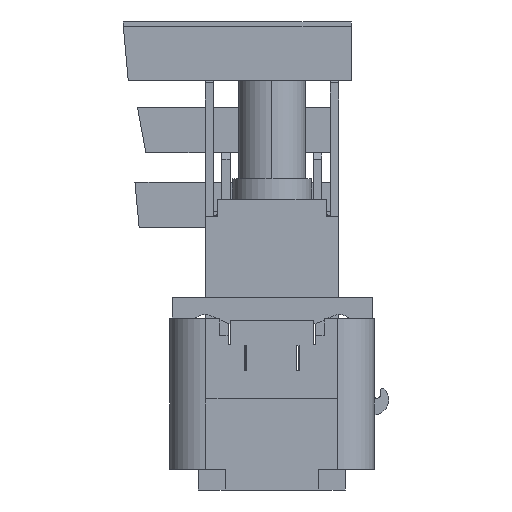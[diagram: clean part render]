
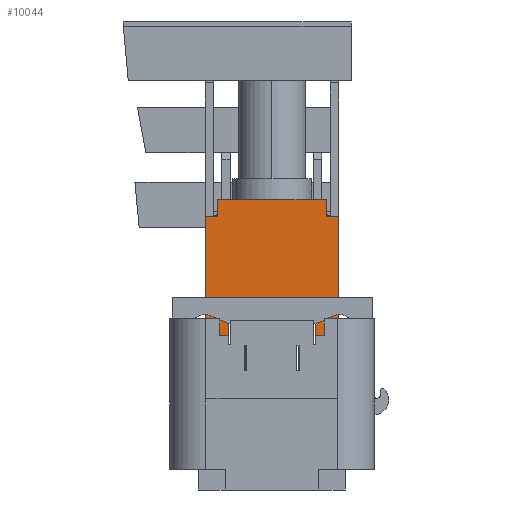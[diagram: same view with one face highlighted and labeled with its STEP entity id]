
A CAD part, front view. The second image highlights one B-rep face of the part: STEP entity #10044.
In plain terms, the highlighted planar face has unit normal (0, -1, 0).
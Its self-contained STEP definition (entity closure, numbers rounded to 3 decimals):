
#175=DIRECTION('',(0.,0.,-1.));
#176=VECTOR('',#175,21.5);
#177=CARTESIAN_POINT('',(-8.,-147.5,12.3));
#178=LINE('',#177,#176);
#183=CARTESIAN_POINT('',(3.,-147.5,-5.95));
#184=DIRECTION('',(0.,-1.,0.));
#185=DIRECTION('',(0.,0.,-1.));
#186=AXIS2_PLACEMENT_3D('',#183,#184,#185);
#188=CARTESIAN_POINT('',(3.5,-147.5,-3.45));
#189=DIRECTION('',(0.,1.,0.));
#190=DIRECTION('',(-1.,0.,0.));
#191=AXIS2_PLACEMENT_3D('',#188,#189,#190);
#193=CARTESIAN_POINT('',(5.,-147.5,-2.95));
#194=DIRECTION('',(0.,-1.,0.));
#195=DIRECTION('',(0.,0.,-1.));
#196=AXIS2_PLACEMENT_3D('',#193,#194,#195);
#198=CARTESIAN_POINT('',(5.,-147.5,0.05));
#199=DIRECTION('',(0.,-1.,0.));
#200=DIRECTION('',(1.,0.,0.));
#201=AXIS2_PLACEMENT_3D('',#198,#199,#200);
#203=CARTESIAN_POINT('',(-5.,-147.5,0.05));
#204=DIRECTION('',(0.,-1.,0.));
#205=DIRECTION('',(0.,0.,1.));
#206=AXIS2_PLACEMENT_3D('',#203,#204,#205);
#208=CARTESIAN_POINT('',(-5.,-147.5,-2.95));
#209=DIRECTION('',(0.,-1.,0.));
#210=DIRECTION('',(-1.,0.,0.));
#211=AXIS2_PLACEMENT_3D('',#208,#209,#210);
#213=CARTESIAN_POINT('',(-3.5,-147.5,-3.45));
#214=DIRECTION('',(0.,1.,0.));
#215=DIRECTION('',(0.,0.,1.));
#216=AXIS2_PLACEMENT_3D('',#213,#214,#215);
#218=CARTESIAN_POINT('',(-3.,-147.5,-5.95));
#219=DIRECTION('',(0.,-1.,0.));
#220=DIRECTION('',(-1.,0.,0.));
#221=AXIS2_PLACEMENT_3D('',#218,#219,#220);
#223=DIRECTION('',(1.,0.,0.));
#224=VECTOR('',#223,16.);
#225=CARTESIAN_POINT('',(-8.,-147.5,-9.2));
#226=LINE('',#225,#224);
#235=DIRECTION('',(0.,0.,1.));
#236=VECTOR('',#235,21.5);
#237=CARTESIAN_POINT('',(8.,-147.5,-9.2));
#238=LINE('',#237,#236);
#239=DIRECTION('',(-1.,0.,0.));
#240=VECTOR('',#239,1.5);
#241=CARTESIAN_POINT('',(8.,-147.5,12.3));
#242=LINE('',#241,#240);
#255=DIRECTION('',(0.,0.,1.));
#256=VECTOR('',#255,2.);
#257=CARTESIAN_POINT('',(6.5,-147.5,12.3));
#258=LINE('',#257,#256);
#289=DIRECTION('',(-1.,0.,0.));
#290=VECTOR('',#289,13.);
#291=CARTESIAN_POINT('',(6.5,-147.5,14.3));
#292=LINE('',#291,#290);
#311=DIRECTION('',(0.,0.,-1.));
#312=VECTOR('',#311,2.);
#313=CARTESIAN_POINT('',(-6.5,-147.5,14.3));
#314=LINE('',#313,#312);
#345=DIRECTION('',(-1.,0.,0.));
#346=VECTOR('',#345,1.5);
#347=CARTESIAN_POINT('',(-6.5,-147.5,12.3));
#348=LINE('',#347,#346);
#611=DIRECTION('',(0.,0.,1.));
#612=VECTOR('',#611,2.5);
#613=CARTESIAN_POINT('',(-3.25,-147.5,-5.95));
#614=LINE('',#613,#612);
#619=DIRECTION('',(1.,0.,0.));
#620=VECTOR('',#619,1.5);
#621=CARTESIAN_POINT('',(-5.,-147.5,-3.2));
#622=LINE('',#621,#620);
#875=DIRECTION('',(0.,0.,1.));
#876=VECTOR('',#875,3.);
#877=CARTESIAN_POINT('',(-5.25,-147.5,-2.95));
#878=LINE('',#877,#876);
#891=DIRECTION('',(1.,0.,0.));
#892=VECTOR('',#891,10.);
#893=CARTESIAN_POINT('',(-5.,-147.5,0.3));
#894=LINE('',#893,#892);
#907=DIRECTION('',(0.,0.,-1.));
#908=VECTOR('',#907,3.);
#909=CARTESIAN_POINT('',(5.25,-147.5,0.05));
#910=LINE('',#909,#908);
#1407=DIRECTION('',(0.,0.,-1.));
#1408=VECTOR('',#1407,2.5);
#1409=CARTESIAN_POINT('',(3.25,-147.5,-3.45));
#1410=LINE('',#1409,#1408);
#1419=DIRECTION('',(1.,0.,0.));
#1420=VECTOR('',#1419,1.5);
#1421=CARTESIAN_POINT('',(3.5,-147.5,-3.2));
#1422=LINE('',#1421,#1420);
#2141=DIRECTION('',(1.,0.,0.));
#2142=VECTOR('',#2141,6.);
#2143=CARTESIAN_POINT('',(-3.,-147.5,-6.2));
#2144=LINE('',#2143,#2142);
#8963=CARTESIAN_POINT('',(-8.,-147.5,12.3));
#8964=CARTESIAN_POINT('',(-8.,-147.5,-9.2));
#8965=VERTEX_POINT('',#8963);
#8966=VERTEX_POINT('',#8964);
#8967=CARTESIAN_POINT('',(-6.5,-147.5,12.3));
#8968=VERTEX_POINT('',#8967);
#8969=CARTESIAN_POINT('',(-6.5,-147.5,14.3));
#8970=VERTEX_POINT('',#8969);
#8971=CARTESIAN_POINT('',(6.5,-147.5,14.3));
#8972=VERTEX_POINT('',#8971);
#8973=CARTESIAN_POINT('',(6.5,-147.5,12.3));
#8974=VERTEX_POINT('',#8973);
#8975=CARTESIAN_POINT('',(8.,-147.5,12.3));
#8976=VERTEX_POINT('',#8975);
#8977=CARTESIAN_POINT('',(-5.25,-147.5,-2.95));
#8978=CARTESIAN_POINT('',(-5.25,-147.5,0.05));
#8979=VERTEX_POINT('',#8977);
#8980=VERTEX_POINT('',#8978);
#8981=CARTESIAN_POINT('',(-3.25,-147.5,-5.95));
#8982=CARTESIAN_POINT('',(-3.25,-147.5,-3.45));
#8983=VERTEX_POINT('',#8981);
#8984=VERTEX_POINT('',#8982);
#8985=CARTESIAN_POINT('',(3.25,-147.5,-3.45));
#8986=CARTESIAN_POINT('',(3.25,-147.5,-5.95));
#8987=VERTEX_POINT('',#8985);
#8988=VERTEX_POINT('',#8986);
#8989=CARTESIAN_POINT('',(5.25,-147.5,0.05));
#8990=CARTESIAN_POINT('',(5.25,-147.5,-2.95));
#8991=VERTEX_POINT('',#8989);
#8992=VERTEX_POINT('',#8990);
#8993=CARTESIAN_POINT('',(5.,-147.5,0.3));
#8994=VERTEX_POINT('',#8993);
#8995=CARTESIAN_POINT('',(-5.,-147.5,0.3));
#8996=VERTEX_POINT('',#8995);
#9005=CARTESIAN_POINT('',(8.,-147.5,-9.2));
#9006=VERTEX_POINT('',#9005);
#9715=CARTESIAN_POINT('',(-3.,-147.5,-6.2));
#9716=CARTESIAN_POINT('',(3.,-147.5,-6.2));
#9717=VERTEX_POINT('',#9715);
#9718=VERTEX_POINT('',#9716);
#9731=CARTESIAN_POINT('',(-5.,-147.5,-3.2));
#9732=CARTESIAN_POINT('',(-3.5,-147.5,-3.2));
#9733=VERTEX_POINT('',#9731);
#9734=VERTEX_POINT('',#9732);
#9747=CARTESIAN_POINT('',(5.,-147.5,-3.2));
#9749=VERTEX_POINT('',#9747);
#9755=CARTESIAN_POINT('',(3.5,-147.5,-3.2));
#9756=VERTEX_POINT('',#9755);
#9989=CARTESIAN_POINT('',(0.,-147.5,2.55));
#9990=DIRECTION('',(0.,1.,0.));
#9991=DIRECTION('',(-1.,0.,0.));
#9992=AXIS2_PLACEMENT_3D('',#9989,#9990,#9991);
#9993=PLANE('',#9992);
#9995=ORIENTED_EDGE('',*,*,#9994,.F.);
#9996=ORIENTED_EDGE('',*,*,#9979,.F.);
#9998=ORIENTED_EDGE('',*,*,#9997,.F.);
#10000=ORIENTED_EDGE('',*,*,#9999,.F.);
#10002=ORIENTED_EDGE('',*,*,#10001,.F.);
#10004=ORIENTED_EDGE('',*,*,#10003,.F.);
#10006=ORIENTED_EDGE('',*,*,#10005,.F.);
#10008=ORIENTED_EDGE('',*,*,#10007,.F.);
#10009=EDGE_LOOP('',(#9995,#9996,#9998,#10000,#10002,#10004,#10006,#10008));
#10010=FACE_OUTER_BOUND('',#10009,.F.);
#10012=ORIENTED_EDGE('',*,*,#10011,.T.);
#10014=ORIENTED_EDGE('',*,*,#10013,.F.);
#10016=ORIENTED_EDGE('',*,*,#10015,.T.);
#10018=ORIENTED_EDGE('',*,*,#10017,.T.);
#10019=ORIENTED_EDGE('',*,*,#9912,.T.);
#10021=ORIENTED_EDGE('',*,*,#10020,.F.);
#10023=ORIENTED_EDGE('',*,*,#10022,.T.);
#10025=ORIENTED_EDGE('',*,*,#10024,.F.);
#10027=ORIENTED_EDGE('',*,*,#10026,.T.);
#10029=ORIENTED_EDGE('',*,*,#10028,.F.);
#10031=ORIENTED_EDGE('',*,*,#10030,.T.);
#10033=ORIENTED_EDGE('',*,*,#10032,.T.);
#10035=ORIENTED_EDGE('',*,*,#10034,.T.);
#10037=ORIENTED_EDGE('',*,*,#10036,.F.);
#10039=ORIENTED_EDGE('',*,*,#10038,.T.);
#10041=ORIENTED_EDGE('',*,*,#10040,.T.);
#10042=EDGE_LOOP('',(#10012,#10014,#10016,#10018,#10019,#10021,#10023,#10025,
#10027,#10029,#10031,#10033,#10035,#10037,#10039,#10041));
#10043=FACE_BOUND('',#10042,.F.);
#187=CIRCLE('',#186,0.25);
#192=CIRCLE('',#191,0.25);
#197=CIRCLE('',#196,0.25);
#202=CIRCLE('',#201,0.25);
#207=CIRCLE('',#206,0.25);
#212=CIRCLE('',#211,0.25);
#217=CIRCLE('',#216,0.25);
#222=CIRCLE('',#221,0.25);
#9912=EDGE_CURVE('',#9749,#8992,#197,.T.);
#9979=EDGE_CURVE('',#8965,#8966,#178,.T.);
#9994=EDGE_CURVE('',#8966,#9006,#226,.T.);
#9997=EDGE_CURVE('',#8968,#8965,#348,.T.);
#9999=EDGE_CURVE('',#8970,#8968,#314,.T.);
#10001=EDGE_CURVE('',#8972,#8970,#292,.T.);
#10003=EDGE_CURVE('',#8974,#8972,#258,.T.);
#10005=EDGE_CURVE('',#8976,#8974,#242,.T.);
#10007=EDGE_CURVE('',#9006,#8976,#238,.T.);
#10011=EDGE_CURVE('',#9718,#8988,#187,.T.);
#10013=EDGE_CURVE('',#8987,#8988,#1410,.T.);
#10015=EDGE_CURVE('',#8987,#9756,#192,.T.);
#10017=EDGE_CURVE('',#9756,#9749,#1422,.T.);
#10020=EDGE_CURVE('',#8991,#8992,#910,.T.);
#10022=EDGE_CURVE('',#8991,#8994,#202,.T.);
#10024=EDGE_CURVE('',#8996,#8994,#894,.T.);
#10026=EDGE_CURVE('',#8996,#8980,#207,.T.);
#10028=EDGE_CURVE('',#8979,#8980,#878,.T.);
#10030=EDGE_CURVE('',#8979,#9733,#212,.T.);
#10032=EDGE_CURVE('',#9733,#9734,#622,.T.);
#10034=EDGE_CURVE('',#9734,#8984,#217,.T.);
#10036=EDGE_CURVE('',#8983,#8984,#614,.T.);
#10038=EDGE_CURVE('',#8983,#9717,#222,.T.);
#10040=EDGE_CURVE('',#9717,#9718,#2144,.T.);
#10044=ADVANCED_FACE('',(#10010,#10043),#9993,.F.);
